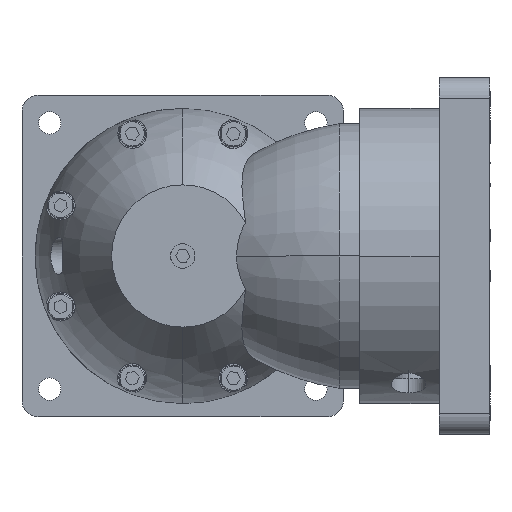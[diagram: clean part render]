
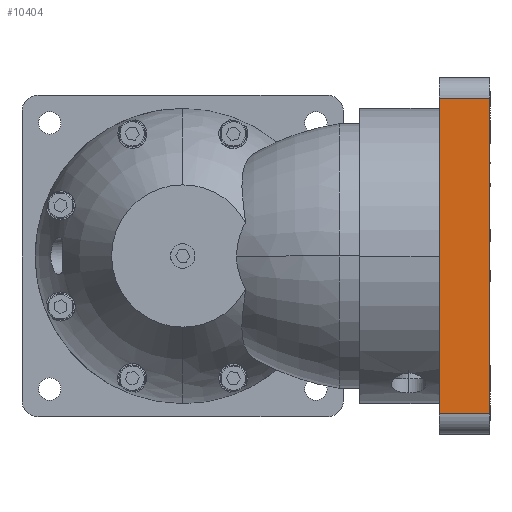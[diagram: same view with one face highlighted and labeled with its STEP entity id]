
A CAD part, left-side view. The second image highlights one B-rep face of the part: STEP entity #10404.
In plain terms, the highlighted planar face has unit normal (-1, 0, 0).
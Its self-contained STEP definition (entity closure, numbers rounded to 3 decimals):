
#666 = VECTOR ( 'NONE', #16661, 1000. ) ;
#884 = LINE ( 'NONE', #4661, #7203 ) ;
#1022 = FACE_OUTER_BOUND ( 'NONE', #11058, .T. ) ;
#1561 = EDGE_CURVE ( 'NONE', #6285, #15512, #884, .T. ) ;
#1799 = ORIENTED_EDGE ( 'NONE', *, *, #5566, .F. ) ;
#3260 = VERTEX_POINT ( 'NONE', #11485 ) ;
#4006 = EDGE_CURVE ( 'NONE', #15240, #15512, #11372, .T. ) ;
#4076 = LINE ( 'NONE', #8069, #10681 ) ;
#4114 = LINE ( 'NONE', #6549, #11090 ) ;
#4661 = CARTESIAN_POINT ( 'NONE',  ( -87.5, -151., -77.5 ) ) ;
#5566 = EDGE_CURVE ( 'NONE', #3260, #6285, #4076, .T. ) ;
#6106 = ORIENTED_EDGE ( 'NONE', *, *, #7670, .T. ) ;
#6285 = VERTEX_POINT ( 'NONE', #8641 ) ;
#6549 = CARTESIAN_POINT ( 'NONE',  ( -87.5, -151., 77.5 ) ) ;
#7203 = VECTOR ( 'NONE', #7275, 1000. ) ;
#7275 = DIRECTION ( 'NONE',  ( 0., 1., 0. ) ) ;
#7670 = EDGE_CURVE ( 'NONE', #3260, #15240, #4114, .T. ) ;
#7828 = DIRECTION ( 'NONE',  ( 0., 0., -1. ) ) ;
#8069 = CARTESIAN_POINT ( 'NONE',  ( -87.5, -151., 77.5 ) ) ;
#8641 = CARTESIAN_POINT ( 'NONE',  ( -87.5, -151., -77.5 ) ) ;
#9188 = CARTESIAN_POINT ( 'NONE',  ( -87.5, -126., 77.5 ) ) ;
#10404 = ADVANCED_FACE ( 'NONE', ( #1022 ), #16752, .F. ) ;
#10681 = VECTOR ( 'NONE', #7828, 1000. ) ;
#11058 = EDGE_LOOP ( 'NONE', ( #11530, #15998, #1799, #6106 ) ) ;
#11090 = VECTOR ( 'NONE', #11820, 1000. ) ;
#11372 = LINE ( 'NONE', #11547, #666 ) ;
#11485 = CARTESIAN_POINT ( 'NONE',  ( -87.5, -151., 77.5 ) ) ;
#11530 = ORIENTED_EDGE ( 'NONE', *, *, #4006, .T. ) ;
#11547 = CARTESIAN_POINT ( 'NONE',  ( -87.5, -126., 77.5 ) ) ;
#11645 = DIRECTION ( 'NONE',  ( 0., 1., 0. ) ) ;
#11820 = DIRECTION ( 'NONE',  ( 0., 1., 0. ) ) ;
#12369 = CARTESIAN_POINT ( 'NONE',  ( -87.5, -126., -77.5 ) ) ;
#12770 = CARTESIAN_POINT ( 'NONE',  ( -87.5, -151., 77.5 ) ) ;
#12812 = AXIS2_PLACEMENT_3D ( 'NONE', #12770, #12934, #11645 ) ;
#12934 = DIRECTION ( 'NONE',  ( 1., 0., 0. ) ) ;
#15240 = VERTEX_POINT ( 'NONE', #9188 ) ;
#15512 = VERTEX_POINT ( 'NONE', #12369 ) ;
#15998 = ORIENTED_EDGE ( 'NONE', *, *, #1561, .F. ) ;
#16661 = DIRECTION ( 'NONE',  ( 0., 0., -1. ) ) ;
#16752 = PLANE ( 'NONE',  #12812 ) ;
